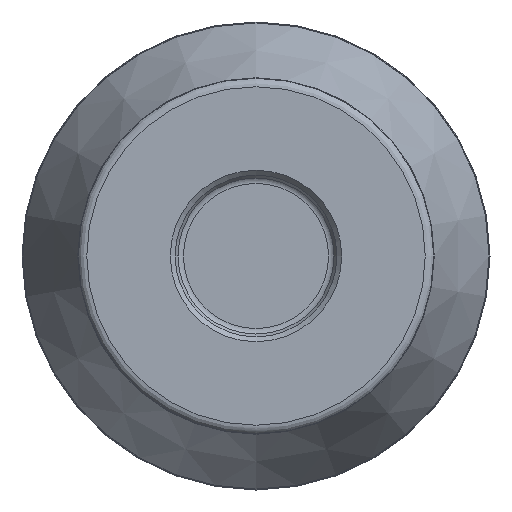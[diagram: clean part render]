
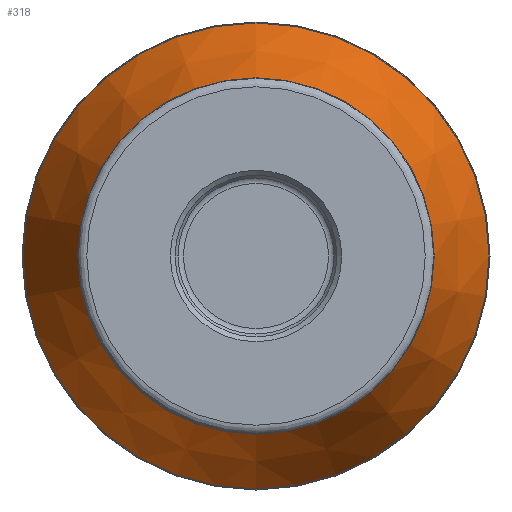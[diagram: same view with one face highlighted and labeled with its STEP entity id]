
A CAD part, left-side view. The second image highlights one B-rep face of the part: STEP entity #318.
In plain terms, the highlighted conical face has half-angle 25 degrees and reference radius 18.28 mm.
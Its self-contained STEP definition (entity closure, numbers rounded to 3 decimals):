
#95=CONICAL_SURFACE('',#1693,18.28,25.);
#318=ADVANCED_FACE('',(#404,#405),#95,.T.);
#404=FACE_BOUND('',#528,.T.);
#405=FACE_BOUND('',#529,.T.);
#528=EDGE_LOOP('',(#1022));
#529=EDGE_LOOP('',(#1023));
#614=CIRCLE('',#1690,23.898);
#615=CIRCLE('',#1692,18.28);
#1022=ORIENTED_EDGE('',*,*,#1397,.T.);
#1023=ORIENTED_EDGE('',*,*,#1398,.F.);
#1186=VERTEX_POINT('',#3215);
#1187=VERTEX_POINT('',#3218);
#1397=EDGE_CURVE('',#1186,#1186,#614,.T.);
#1398=EDGE_CURVE('',#1187,#1187,#615,.T.);
#1690=AXIS2_PLACEMENT_3D('',#3214,#2059,#2060);
#1692=AXIS2_PLACEMENT_3D('',#3217,#2063,#2064);
#1693=AXIS2_PLACEMENT_3D('',#3219,#2065,#2066);
#2059=DIRECTION('',(-1.,0.,0.));
#2060=DIRECTION('',(0.,0.,-1.));
#2063=DIRECTION('',(-1.,0.,0.));
#2064=DIRECTION('',(0.,0.,-1.));
#2065=DIRECTION('',(1.,0.,0.));
#2066=DIRECTION('',(0.,0.,-1.));
#3214=CARTESIAN_POINT('',(12.649,0.,0.));
#3215=CARTESIAN_POINT('',(12.649,0.,-23.898));
#3217=CARTESIAN_POINT('',(0.6,0.,0.));
#3218=CARTESIAN_POINT('',(0.6,0.,-18.28));
#3219=CARTESIAN_POINT('',(0.6,0.,0.));
